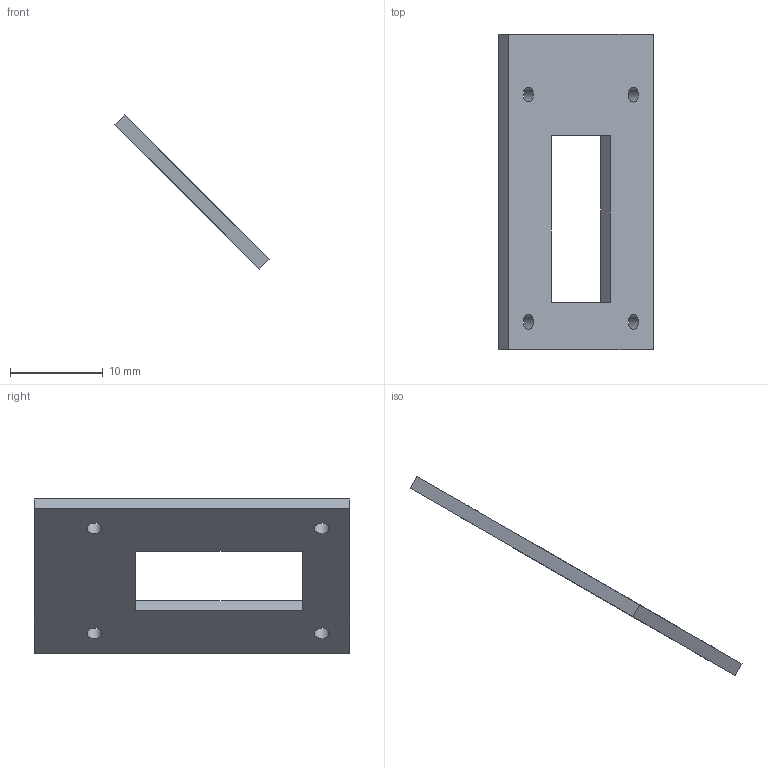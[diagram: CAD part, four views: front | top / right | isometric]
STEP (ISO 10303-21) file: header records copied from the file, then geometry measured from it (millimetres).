
FILE_DESCRIPTION(('Open CASCADE Model'),'2;1');
FILE_NAME('Open CASCADE Shape Model','2024-10-27T14:09:27',('Author'),( 'Open CASCADE'),'Open CASCADE STEP processor 7.7','Open CASCADE 7.7' ,'Unknown');
FILE_SCHEMA(('AUTOMOTIVE_DESIGN { 1 0 10303 214 1 1 1 1 }'));
Length unit declared in the file: millimetre
Products named in the file (2): =>[0:1:1:2]; COMPOUND
Assembly tree (1 placements, depth 2):
  =>[0:1:1:2]
    COMPOUND
Bounding box: 16.62 x 34 x 16.62 mm (x, y, z)
Volume: 866.9 mm3; surface area: 1435.1 mm2
Topology: 1 solids, 1 shells, 14 faces, 36 edges, 24 vertices
Faces by surface type: plane 10, cylinder 4
Full cylindrical faces by diameter (mm): 1.6 x4
Entity records: 936 total; most frequent: CARTESIAN_POINT 156, DIRECTION 140, LINE 84, VECTOR 84, ORIENTED_EDGE 72, PCURVE 72, DEFINITIONAL_REPRESENTATION 72, EDGE_CURVE 36
